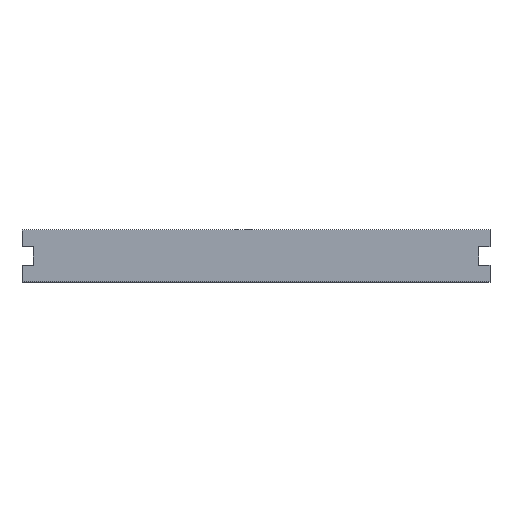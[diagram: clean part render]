
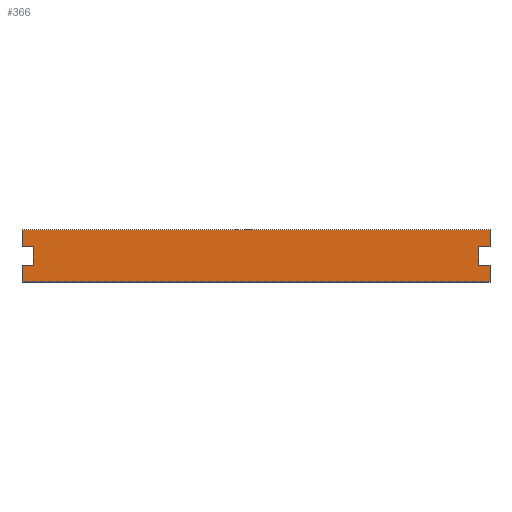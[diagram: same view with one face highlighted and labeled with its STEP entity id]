
A CAD part, top view. The second image highlights one B-rep face of the part: STEP entity #366.
In plain terms, the highlighted planar face has unit normal (0, 0, 1).
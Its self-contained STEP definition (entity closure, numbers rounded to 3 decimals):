
#366 = ADVANCED_FACE('',(#367),#465,.T.);
#367 = FACE_BOUND('',#368,.F.);
#368 = EDGE_LOOP('',(#369,#379,#387,#395,#403,#411,#419,#427,#435,#443,
    #451,#459));
#369 = ORIENTED_EDGE('',*,*,#370,.T.);
#370 = EDGE_CURVE('',#371,#373,#375,.T.);
#371 = VERTEX_POINT('',#372);
#372 = CARTESIAN_POINT('',(100.,-52.25,1.56));
#373 = VERTEX_POINT('',#374);
#374 = CARTESIAN_POINT('',(100.,-50.,1.56));
#375 = LINE('',#376,#377);
#376 = CARTESIAN_POINT('',(100.,-52.25,1.56));
#377 = VECTOR('',#378,1.);
#378 = DIRECTION('',(0.,1.,0.));
#379 = ORIENTED_EDGE('',*,*,#380,.T.);
#380 = EDGE_CURVE('',#373,#381,#383,.T.);
#381 = VERTEX_POINT('',#382);
#382 = CARTESIAN_POINT('',(163.,-50.,1.56));
#383 = LINE('',#384,#385);
#384 = CARTESIAN_POINT('',(100.,-50.,1.56));
#385 = VECTOR('',#386,1.);
#386 = DIRECTION('',(1.,0.,0.));
#387 = ORIENTED_EDGE('',*,*,#388,.T.);
#388 = EDGE_CURVE('',#381,#389,#391,.T.);
#389 = VERTEX_POINT('',#390);
#390 = CARTESIAN_POINT('',(163.,-52.25,1.56));
#391 = LINE('',#392,#393);
#392 = CARTESIAN_POINT('',(163.,-50.,1.56));
#393 = VECTOR('',#394,1.);
#394 = DIRECTION('',(0.,-1.,0.));
#395 = ORIENTED_EDGE('',*,*,#396,.T.);
#396 = EDGE_CURVE('',#389,#397,#399,.T.);
#397 = VERTEX_POINT('',#398);
#398 = CARTESIAN_POINT('',(161.5,-52.25,1.56));
#399 = LINE('',#400,#401);
#400 = CARTESIAN_POINT('',(163.,-52.25,1.56));
#401 = VECTOR('',#402,1.);
#402 = DIRECTION('',(-1.,0.,0.));
#403 = ORIENTED_EDGE('',*,*,#404,.T.);
#404 = EDGE_CURVE('',#397,#405,#407,.T.);
#405 = VERTEX_POINT('',#406);
#406 = CARTESIAN_POINT('',(161.5,-54.75,1.56));
#407 = LINE('',#408,#409);
#408 = CARTESIAN_POINT('',(161.5,-52.25,1.56));
#409 = VECTOR('',#410,1.);
#410 = DIRECTION('',(0.,-1.,0.));
#411 = ORIENTED_EDGE('',*,*,#412,.T.);
#412 = EDGE_CURVE('',#405,#413,#415,.T.);
#413 = VERTEX_POINT('',#414);
#414 = CARTESIAN_POINT('',(163.,-54.75,1.56));
#415 = LINE('',#416,#417);
#416 = CARTESIAN_POINT('',(161.5,-54.75,1.56));
#417 = VECTOR('',#418,1.);
#418 = DIRECTION('',(1.,0.,0.));
#419 = ORIENTED_EDGE('',*,*,#420,.T.);
#420 = EDGE_CURVE('',#413,#421,#423,.T.);
#421 = VERTEX_POINT('',#422);
#422 = CARTESIAN_POINT('',(163.,-57.,1.56));
#423 = LINE('',#424,#425);
#424 = CARTESIAN_POINT('',(163.,-54.75,1.56));
#425 = VECTOR('',#426,1.);
#426 = DIRECTION('',(0.,-1.,0.));
#427 = ORIENTED_EDGE('',*,*,#428,.T.);
#428 = EDGE_CURVE('',#421,#429,#431,.T.);
#429 = VERTEX_POINT('',#430);
#430 = CARTESIAN_POINT('',(100.,-57.,1.56));
#431 = LINE('',#432,#433);
#432 = CARTESIAN_POINT('',(163.,-57.,1.56));
#433 = VECTOR('',#434,1.);
#434 = DIRECTION('',(-1.,0.,0.));
#435 = ORIENTED_EDGE('',*,*,#436,.T.);
#436 = EDGE_CURVE('',#429,#437,#439,.T.);
#437 = VERTEX_POINT('',#438);
#438 = CARTESIAN_POINT('',(100.,-54.75,1.56));
#439 = LINE('',#440,#441);
#440 = CARTESIAN_POINT('',(100.,-57.,1.56));
#441 = VECTOR('',#442,1.);
#442 = DIRECTION('',(0.,1.,0.));
#443 = ORIENTED_EDGE('',*,*,#444,.T.);
#444 = EDGE_CURVE('',#437,#445,#447,.T.);
#445 = VERTEX_POINT('',#446);
#446 = CARTESIAN_POINT('',(101.5,-54.75,1.56));
#447 = LINE('',#448,#449);
#448 = CARTESIAN_POINT('',(100.,-54.75,1.56));
#449 = VECTOR('',#450,1.);
#450 = DIRECTION('',(1.,0.,0.));
#451 = ORIENTED_EDGE('',*,*,#452,.T.);
#452 = EDGE_CURVE('',#445,#453,#455,.T.);
#453 = VERTEX_POINT('',#454);
#454 = CARTESIAN_POINT('',(101.5,-52.25,1.56));
#455 = LINE('',#456,#457);
#456 = CARTESIAN_POINT('',(101.5,-54.75,1.56));
#457 = VECTOR('',#458,1.);
#458 = DIRECTION('',(0.,1.,0.));
#459 = ORIENTED_EDGE('',*,*,#460,.T.);
#460 = EDGE_CURVE('',#453,#371,#461,.T.);
#461 = LINE('',#462,#463);
#462 = CARTESIAN_POINT('',(101.5,-52.25,1.56));
#463 = VECTOR('',#464,1.);
#464 = DIRECTION('',(-1.,0.,0.));
#465 = PLANE('',#466);
#466 = AXIS2_PLACEMENT_3D('',#467,#468,#469);
#467 = CARTESIAN_POINT('',(0.,0.,1.56));
#468 = DIRECTION('',(0.,0.,1.));
#469 = DIRECTION('',(1.,0.,-0.));
